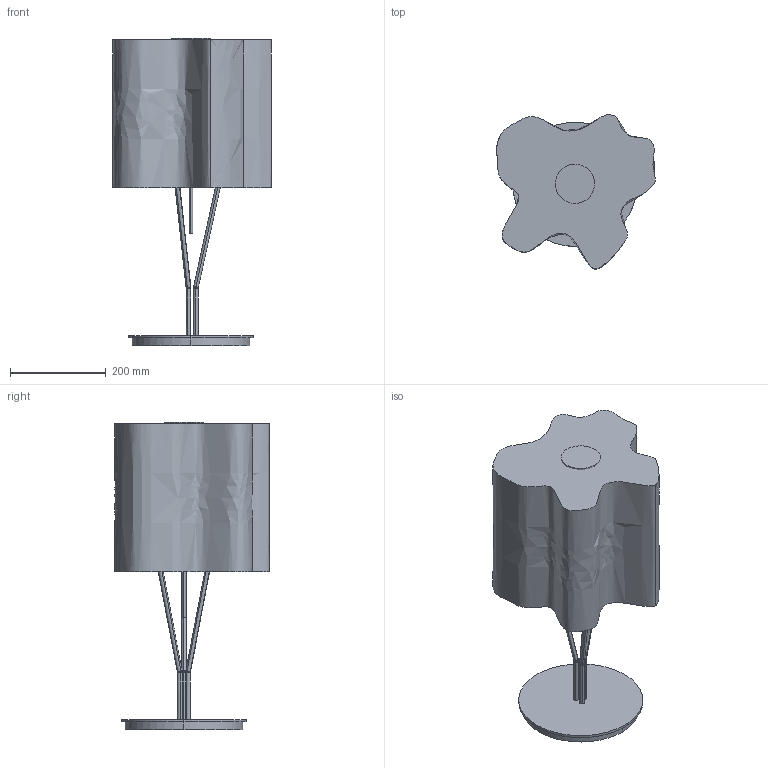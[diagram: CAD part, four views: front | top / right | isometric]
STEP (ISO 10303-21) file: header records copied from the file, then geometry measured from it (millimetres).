
FILE_DESCRIPTION(/* description */ (''),/* implementation_level */ '2;1');
FILE_NAME(/* name */ 'Logico_Tavolo_3D C',/* time_stamp */ '2011-11-14T14:21:15+01:00',/* author */ (''),/* organization */ (''),/* preprocessor_version */ 'ST-DEVELOPER v10',/* originating_system */ '',/* authorisation */ '');
FILE_SCHEMA (('CONFIG_CONTROL_DESIGN'));
Length unit declared in the file: millimetre
Products named in the file (1): 1
Bounding box: 332.35 x 322.74 x 643.19 mm (x, y, z)
Volume: 1408562.5 mm3; surface area: 694008.4 mm2
Topology: 4 solids, 12 shells, 171 faces, 405 edges, 238 vertices
Faces by surface type: bspline 158, plane 13
Entity records: 5553 total; most frequent: CARTESIAN_POINT 3479, ORIENTED_EDGE 736, EDGE_CURVE 387, VERTEX_POINT 232, EDGE_LOOP 173, ADVANCED_FACE 171, FACE_OUTER_BOUND 171, B_SPLINE_CURVE_WITH_KNOTS 27
